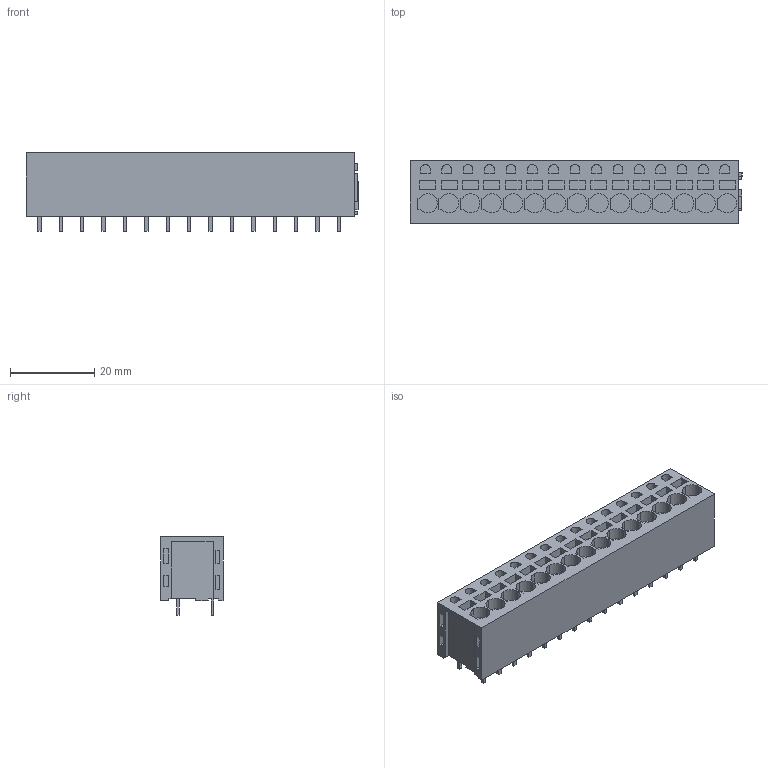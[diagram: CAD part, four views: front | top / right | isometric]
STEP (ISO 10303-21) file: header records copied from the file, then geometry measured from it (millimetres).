
FILE_DESCRIPTION(('CATIA V5 STEP Exchange','CAx-IF Rec.Pracs.--- Model Styling and Organization---1.2---2011-12-15'),'2;1');
FILE_NAME ('D1451913_0', '2018-04-09T13:56:40+00:00', ('none'), ('Weidmueller'), 'CATIA Version 5-6 Release 2014', 'CATIA V5 STEP AP214', 'none');
FILE_SCHEMA(('AUTOMOTIVE_DESIGN { 1 0 10303 214 1 1 1 1 }'));
Length unit declared in the file: millimetre
Products named in the file (1): 1426720000
Bounding box: 78.85 x 14.8 x 18.7 mm (x, y, z)
Volume: 15960.1 mm3; surface area: 7123.9 mm2
Topology: 31 solids, 31 shells, 535 faces, 1248 edges, 832 vertices
Faces by surface type: plane 460, cylinder 75
Entity records: 14767 total; most frequent: CARTESIAN_POINT 2589, ORIENTED_EDGE 2496, DIRECTION 2077, EDGE_CURVE 1248, VECTOR 1098, LINE 1098, VERTEX_POINT 832, EDGE_LOOP 592
